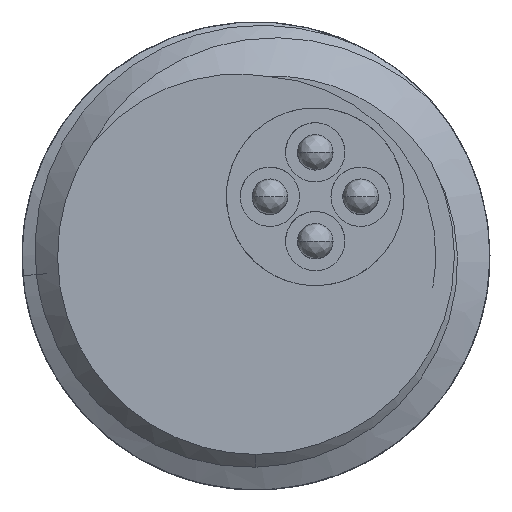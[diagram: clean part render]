
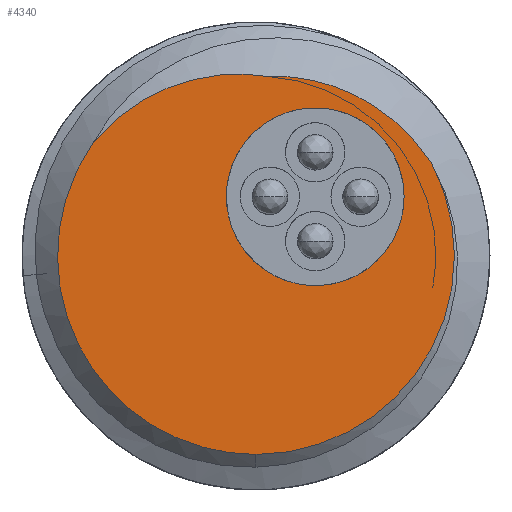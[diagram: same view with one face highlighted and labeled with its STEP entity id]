
A CAD part, front view. The second image highlights one B-rep face of the part: STEP entity #4340.
In plain terms, the highlighted free-form (B-spline) face has degree [1, 1] with [2, 2] control points.
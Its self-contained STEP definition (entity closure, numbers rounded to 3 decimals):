
#4200=CARTESIAN_POINT('',(0.185,0.,3.032));
#4201=VERTEX_POINT('',#4200);
#4241=CARTESIAN_POINT('',(-2.746,0.,1.918));
#4242=VERTEX_POINT('',#4241);
#4260=CARTESIAN_POINT('',(-2.746,0.,1.918));
#4261=CARTESIAN_POINT('',(-2.621,0.,2.067));
#4262=CARTESIAN_POINT('',(-2.359,0.,2.325));
#4263=CARTESIAN_POINT('',(-1.955,0.,2.614));
#4264=CARTESIAN_POINT('',(-1.548,0.,2.823));
#4265=CARTESIAN_POINT('',(-1.134,0.,2.969));
#4266=CARTESIAN_POINT('',(-0.702,0.,3.056));
#4267=CARTESIAN_POINT('',(-0.255,0.,3.082));
#4268=CARTESIAN_POINT('',(0.038,0.,3.056));
#4269=CARTESIAN_POINT('',(0.185,0.,3.032));
#4270=B_SPLINE_CURVE_WITH_KNOTS('',3,(#4260,#4261,#4262,#4263,#4264,#4265,#4266,#4267,#4268,#4269),.UNSPECIFIED.,.F.,.U.,(4,1,1,1,1,1,1,4),(0.,0.143,0.286,0.429,0.571,0.714,0.857,1.),.UNSPECIFIED.);
#4271=EDGE_CURVE('',#4242,#4201,#4270,.T.);
#4276=CARTESIAN_POINT('',(-12.118,0.,-12.118));
#4277=CARTESIAN_POINT('',(-12.118,0.,12.118));
#4278=CARTESIAN_POINT('',(12.118,0.,-12.118));
#4279=CARTESIAN_POINT('',(12.118,0.,12.118));
#4280=B_SPLINE_SURFACE_WITH_KNOTS('',1,1,((#4276,#4277),(#4278,#4279)),.PLANE_SURF.,.F.,.F.,.U.,(2,2),(2,2),(0.,1.),(0.,1.),.UNSPECIFIED.);
#4281=ORIENTED_EDGE('',*,*,#4271,.F.);
#4282=CARTESIAN_POINT('',(0.,0.,-3.35));
#4283=VERTEX_POINT('',#4282);
#4284=CARTESIAN_POINT('',(-2.746,0.,1.918));
#4285=CARTESIAN_POINT('',(-4.384,0.,-0.426));
#4286=CARTESIAN_POINT('',(-2.326,0.,-2.411));
#4287=CARTESIAN_POINT('',(-1.353,0.,-3.35));
#4288=CARTESIAN_POINT('',(0.,0.,-3.35));
#4289=(BOUNDED_CURVE()B_SPLINE_CURVE(2,(#4284,#4285,#4286,#4287,#4288),.CIRCULAR_ARC.,.F.,.U.)B_SPLINE_CURVE_WITH_KNOTS((3,2,3),(0.,0.333,0.514),.UNSPECIFIED.)CURVE()GEOMETRIC_REPRESENTATION_ITEM()RATIONAL_B_SPLINE_CURVE((1.,0.761,1.,0.87,0.881))REPRESENTATION_ITEM(''));
#4290=EDGE_CURVE('',#4242,#4283,#4289,.T.);
#4291=ORIENTED_EDGE('',*,*,#4290,.T.);
#4292=CARTESIAN_POINT('',(2.959,0.,1.57));
#4293=VERTEX_POINT('',#4292);
#4294=CARTESIAN_POINT('',(0.,0.,-3.35));
#4295=CARTESIAN_POINT('',(1.121,0.,-3.35));
#4296=CARTESIAN_POINT('',(2.016,0.,-2.676));
#4297=CARTESIAN_POINT('',(4.299,0.,-0.955));
#4298=CARTESIAN_POINT('',(2.959,0.,1.57));
#4299=(BOUNDED_CURVE()B_SPLINE_CURVE(2,(#4294,#4295,#4296,#4297,#4298),.CIRCULAR_ARC.,.F.,.U.)B_SPLINE_CURVE_WITH_KNOTS((3,2,3),(0.514,0.667,1.),.UNSPECIFIED.)CURVE()GEOMETRIC_REPRESENTATION_ITEM()RATIONAL_B_SPLINE_CURVE((0.881,0.89,1.,0.761,1.))REPRESENTATION_ITEM(''));
#4300=EDGE_CURVE('',#4283,#4293,#4299,.T.);
#4301=ORIENTED_EDGE('',*,*,#4300,.T.);
#4302=CARTESIAN_POINT('',(2.959,0.,1.57));
#4303=CARTESIAN_POINT('',(2.856,0.,1.729));
#4304=CARTESIAN_POINT('',(2.634,0.,2.01));
#4305=CARTESIAN_POINT('',(2.273,0.,2.344));
#4306=CARTESIAN_POINT('',(1.919,0.,2.589));
#4307=CARTESIAN_POINT('',(1.575,0.,2.768));
#4308=CARTESIAN_POINT('',(1.237,0.,2.896));
#4309=CARTESIAN_POINT('',(0.896,0.,2.983));
#4310=CARTESIAN_POINT('',(0.543,0.,3.032));
#4311=CARTESIAN_POINT('',(0.305,0.,3.037));
#4312=CARTESIAN_POINT('',(0.185,0.,3.032));
#4313=B_SPLINE_CURVE_WITH_KNOTS('',3,(#4302,#4303,#4304,#4305,#4306,#4307,#4308,#4309,#4310,#4311,#4312),.UNSPECIFIED.,.F.,.U.,(4,1,1,1,1,1,1,1,4),(0.,0.125,0.25,0.375,0.5,0.625,0.75,0.875,1.),.UNSPECIFIED.);
#4314=EDGE_CURVE('',#4293,#4201,#4313,.T.);
#4315=ORIENTED_EDGE('',*,*,#4314,.T.);
#4316=EDGE_LOOP('',(#4281,#4291,#4301,#4315));
#4317=FACE_OUTER_BOUND('',#4316,.T.);
#4318=CARTESIAN_POINT('',(-0.5,0.,1.));
#4319=VERTEX_POINT('',#4318);
#4320=CARTESIAN_POINT('',(2.5,0.,1.));
#4321=VERTEX_POINT('',#4320);
#4322=CARTESIAN_POINT('',(-0.5,0.,1.));
#4323=CARTESIAN_POINT('',(-0.5,0.,2.5));
#4324=CARTESIAN_POINT('',(1.,0.,2.5));
#4325=CARTESIAN_POINT('',(2.5,0.,2.5));
#4326=CARTESIAN_POINT('',(2.5,0.,1.));
#4327=(BOUNDED_CURVE()B_SPLINE_CURVE(2,(#4322,#4323,#4324,#4325,#4326),.CIRCULAR_ARC.,.F.,.U.)B_SPLINE_CURVE_WITH_KNOTS((3,2,3),(0.,0.5,1.),.UNSPECIFIED.)CURVE()GEOMETRIC_REPRESENTATION_ITEM()RATIONAL_B_SPLINE_CURVE((1.,0.707,1.,0.707,1.))REPRESENTATION_ITEM(''));
#4328=EDGE_CURVE('',#4319,#4321,#4327,.T.);
#4329=ORIENTED_EDGE('',*,*,#4328,.T.);
#4330=CARTESIAN_POINT('',(2.5,0.,1.));
#4331=CARTESIAN_POINT('',(2.5,0.,-0.5));
#4332=CARTESIAN_POINT('',(1.,0.,-0.5));
#4333=CARTESIAN_POINT('',(-0.5,0.,-0.5));
#4334=CARTESIAN_POINT('',(-0.5,0.,1.));
#4335=(BOUNDED_CURVE()B_SPLINE_CURVE(2,(#4330,#4331,#4332,#4333,#4334),.CIRCULAR_ARC.,.F.,.U.)B_SPLINE_CURVE_WITH_KNOTS((3,2,3),(0.,0.5,1.),.UNSPECIFIED.)CURVE()GEOMETRIC_REPRESENTATION_ITEM()RATIONAL_B_SPLINE_CURVE((1.,0.707,1.,0.707,1.))REPRESENTATION_ITEM(''));
#4336=EDGE_CURVE('',#4321,#4319,#4335,.T.);
#4337=ORIENTED_EDGE('',*,*,#4336,.T.);
#4338=EDGE_LOOP('',(#4329,#4337));
#4339=FACE_BOUND('',#4338,.T.);
#4340=ADVANCED_FACE('',(#4317,#4339),#4280,.T.);
